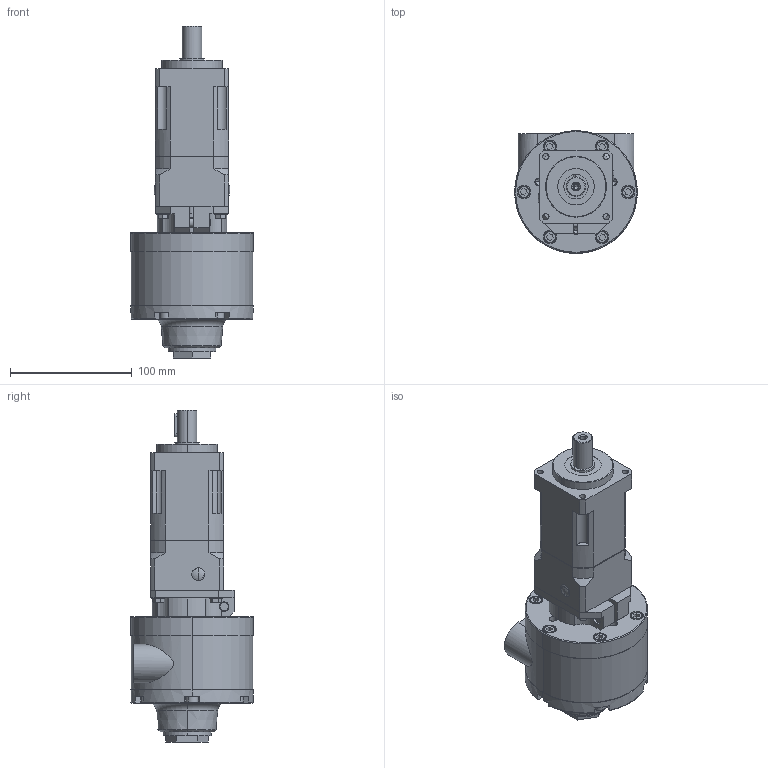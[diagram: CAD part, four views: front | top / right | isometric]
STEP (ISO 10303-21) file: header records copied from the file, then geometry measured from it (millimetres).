
FILE_DESCRIPTION (( 'STEP AP214' ), '1' );
FILE_NAME ('PV40-0620.STEP', '2014-10-20T21:15:30', ( '' ), ( '' ), 'SwSTEP 2.0', 'SolidWorks 2014', '' );
FILE_SCHEMA (( 'AUTOMOTIVE_DESIGN' ));
Length unit declared in the file: inch
Products named in the file (9): #10 Hex-Washer Screw; 5-16 x 3-4in SHCS; Gast 4AM; 1-4 x 0.5 Filister screw; 1-4 x 1in SHCS; 4AM; Coupler PV40-061; 0620 inch output; PV40-0620
Assembly tree (21 placements, depth 3):
  PV40-0620
    0620 inch output
    Coupler PV40-061
    Gast 4AM
      4AM
      1-4 x 1in SHCS  x6
      1-4 x 0.5 Filister screw  x6
    5-16 x 3-4in SHCS
    #10 Hex-Washer Screw  x4
Bounding box: 100.84 x 100.84 x 272.85 mm (x, y, z)
Volume: 1060601.3 mm3; surface area: 131725.4 mm2
Topology: 20 solids, 20 shells, 853 faces, 2061 edges, 1310 vertices
Faces by surface type: plane 350, cylinder 259, cone 186, torus 52, sphere 6
Entity records: 18199 total; most frequent: CARTESIAN_POINT 3454, DIRECTION 2845, ORIENTED_EDGE 2526, EDGE_CURVE 1263, AXIS2_PLACEMENT_3D 1097, VERTEX_POINT 826, VECTOR 651, LINE 651
